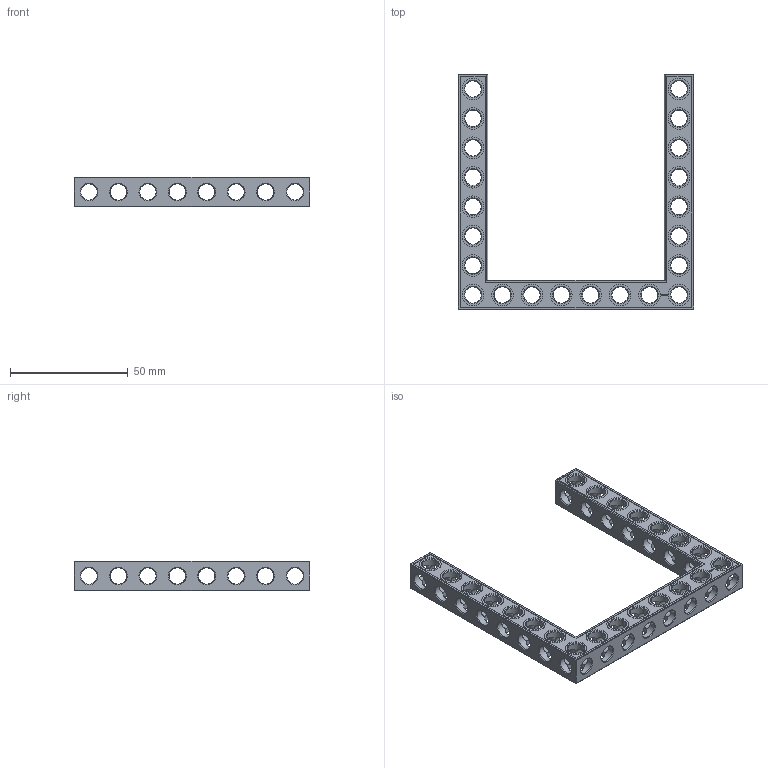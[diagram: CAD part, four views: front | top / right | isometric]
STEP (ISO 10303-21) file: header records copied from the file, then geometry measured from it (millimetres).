
FILE_DESCRIPTION(('FreeCAD Model'),'2;1');
FILE_NAME('Open CASCADE Shape Model','2022-02-23T21:37:03',( 'Paulo Kiefe'),('STEMFIE.org'),'Open CASCADE STEP processor 7.5', 'FreeCAD','Unknown');
FILE_SCHEMA(('AUTOMOTIVE_DESIGN { 1 0 10303 214 1 1 1 1 }'));
Products named in the file (1): Beam AGD ESS USH SYM BU08x08x01 - SPN-BEM-0410 (stemfie.org)
Bounding box: 100 x 100 x 12.5 mm (x, y, z)
Volume: 21496.4 mm3; surface area: 19284.1 mm2
Topology: 1 solids, 1 shells, 752 faces, 2220 edges, 1438 vertices
Faces by surface type: plane 403, cylinder 133, extrusion 126, cone 90
Full cylindrical faces by diameter (mm): 6.98 x18, 7 x93, 9.2 x22
Entity records: 128431 total; most frequent: CARTESIAN_POINT 86508, DIRECTION 6874, VECTOR 4612, LINE 4486, ORIENTED_EDGE 4440, PCURVE 4440, DEFINITIONAL_REPRESENTATION 4440, EDGE_CURVE 2220
